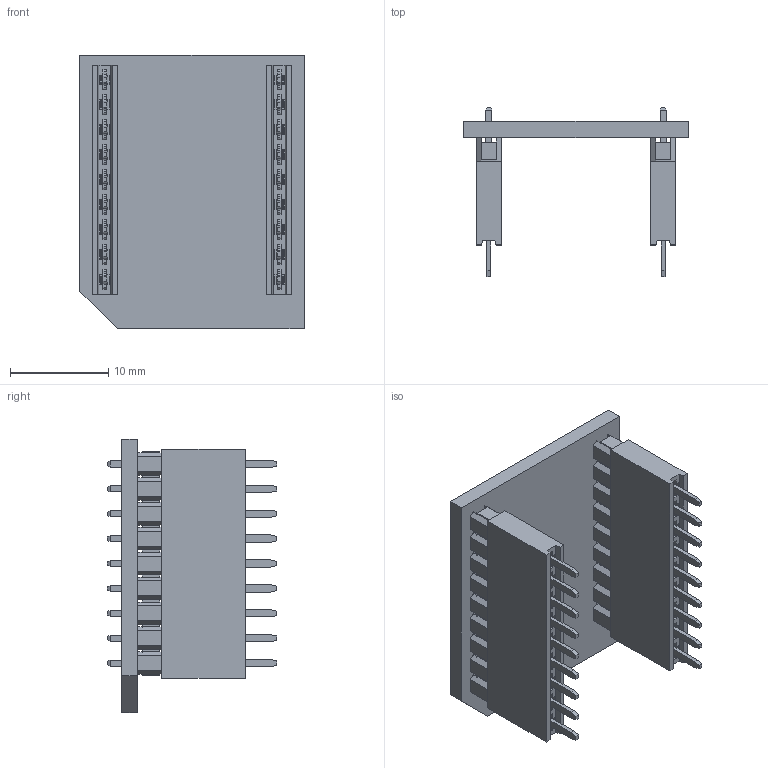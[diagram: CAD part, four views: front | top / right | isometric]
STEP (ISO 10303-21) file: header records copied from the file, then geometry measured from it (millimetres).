
FILE_DESCRIPTION(/* description */ (''),/* implementation_level */ '2;1');
FILE_NAME(/* name */ 'MODULE_18P_22.86X27.94MM_TH.stp',/* time_stamp */ '2022-11-20T22:37:45-05:00',/* author */ ('rosawa'),/* organization */ (''),/* preprocessor_version */ 'ST-DEVELOPER v19',/* originating_system */ 'Autodesk Inventor 2023',/* authorisation */ '');
FILE_SCHEMA (('AUTOMOTIVE_DESIGN { 1 0 10303 214 3 1 1 }'));
Products named in the file (4): MODULE_18P_22.86X27.94MM_TH; IMU_MODULE_18P_22.86X27.94MM_TH; PREC009SAAN-RC; PPTC091LFBN-RC
Assembly tree (5 placements, depth 2):
  MODULE_18P_22.86X27.94MM_TH
    IMU_MODULE_18P_22.86X27.94MM_TH
    PREC009SAAN-RC  x2
    PPTC091LFBN-RC  x2
Bounding box: 22.86 x 17.25 x 27.94 mm (x, y, z)
Volume: 2118.3 mm3; surface area: 5261 mm2
Topology: 41 solids, 41 shells, 1623 faces, 4209 edges, 2686 vertices
Faces by surface type: plane 1407, cylinder 216
Full cylindrical faces by diameter (mm): 1 x18
Entity records: 24926 total; most frequent: CARTESIAN_POINT 4338, ORIENTED_EDGE 4278, DIRECTION 4039, EDGE_CURVE 2139, LINE 1905, VECTOR 1905, VERTEX_POINT 1366, AXIS2_PLACEMENT_3D 1067
